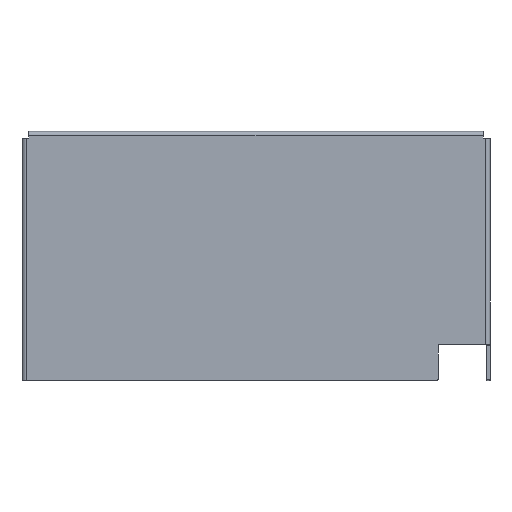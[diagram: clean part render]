
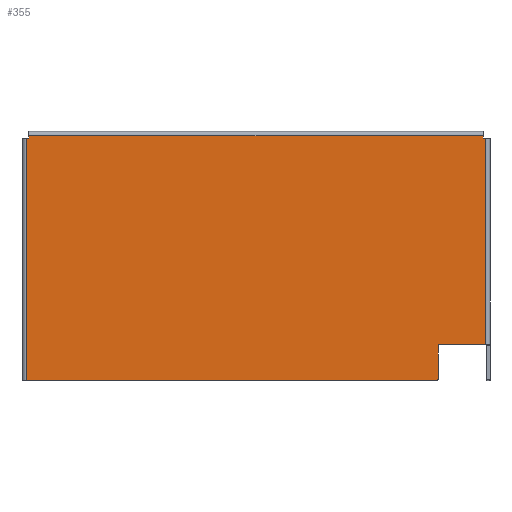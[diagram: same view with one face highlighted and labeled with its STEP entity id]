
A CAD part, front view. The second image highlights one B-rep face of the part: STEP entity #355.
In plain terms, the highlighted planar face has unit normal (0, -1, 0).
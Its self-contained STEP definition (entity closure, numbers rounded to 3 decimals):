
#11 = CARTESIAN_POINT ( 'NONE',  ( 0., -2.286, 0. ) ) ;
#24 = DIRECTION ( 'NONE',  ( 1., 0., 0. ) ) ;
#42 = VECTOR ( 'NONE', #993, 1000. ) ;
#47 = LINE ( 'NONE', #166, #1328 ) ;
#75 = DIRECTION ( 'NONE',  ( 0., -1., 0. ) ) ;
#161 = CARTESIAN_POINT ( 'NONE',  ( 172.901, -2.286, 90.551 ) ) ;
#166 = CARTESIAN_POINT ( 'NONE',  ( 136.901, -2.286, -93.65 ) ) ;
#177 = VERTEX_POINT ( 'NONE', #638 ) ;
#221 = CARTESIAN_POINT ( 'NONE',  ( 136.901, -2.286, -92.65 ) ) ;
#238 = CARTESIAN_POINT ( 'NONE',  ( -172.901, -2.286, -93.65 ) ) ;
#248 = ORIENTED_EDGE ( 'NONE', *, *, #1052, .F. ) ;
#251 = VECTOR ( 'NONE', #1111, 1000. ) ;
#266 = DIRECTION ( 'NONE',  ( -1., 0., 0. ) ) ;
#281 = CARTESIAN_POINT ( 'NONE',  ( -172.901, -2.286, 88.536 ) ) ;
#307 = EDGE_CURVE ( 'NONE', #177, #1035, #562, .T. ) ;
#323 = CARTESIAN_POINT ( 'NONE',  ( -170.886, -2.286, 88.536 ) ) ;
#330 = DIRECTION ( 'NONE',  ( -1., 0., 0. ) ) ;
#334 = AXIS2_PLACEMENT_3D ( 'NONE', #1217, #617, #624 ) ;
#344 = CARTESIAN_POINT ( 'NONE',  ( 135.901, -2.286, -93.65 ) ) ;
#355 = ADVANCED_FACE ( 'NONE', ( #1044 ), #854, .F. ) ;
#362 = VECTOR ( 'NONE', #330, 1000. ) ;
#375 = CARTESIAN_POINT ( 'NONE',  ( 172.901, -2.286, -93.65 ) ) ;
#388 = ORIENTED_EDGE ( 'NONE', *, *, #1334, .F. ) ;
#417 = CARTESIAN_POINT ( 'NONE',  ( -176., -2.286, 88.536 ) ) ;
#418 = CARTESIAN_POINT ( 'NONE',  ( 170.886, -2.286, 93.65 ) ) ;
#423 = CARTESIAN_POINT ( 'NONE',  ( 172.901, -2.286, 88.536 ) ) ;
#432 = CARTESIAN_POINT ( 'NONE',  ( 170.886, -2.286, 88.536 ) ) ;
#440 = ORIENTED_EDGE ( 'NONE', *, *, #850, .F. ) ;
#449 = LINE ( 'NONE', #323, #1150 ) ;
#462 = CARTESIAN_POINT ( 'NONE',  ( 135.901, -2.286, -92.65 ) ) ;
#500 = ORIENTED_EDGE ( 'NONE', *, *, #1383, .F. ) ;
#507 = EDGE_CURVE ( 'NONE', #177, #1135, #762, .T. ) ;
#532 = VECTOR ( 'NONE', #1143, 1000. ) ;
#546 = LINE ( 'NONE', #647, #996 ) ;
#547 = ORIENTED_EDGE ( 'NONE', *, *, #920, .F. ) ;
#562 = LINE ( 'NONE', #418, #994 ) ;
#569 = VERTEX_POINT ( 'NONE', #221 ) ;
#575 = DIRECTION ( 'NONE',  ( 0., 0., 1. ) ) ;
#581 = EDGE_CURVE ( 'NONE', #968, #716, #947, .T. ) ;
#617 = DIRECTION ( 'NONE',  ( 0., 1., 0. ) ) ;
#624 = DIRECTION ( 'NONE',  ( 0., 0., 1. ) ) ;
#638 = CARTESIAN_POINT ( 'NONE',  ( 170.886, -2.286, 90.551 ) ) ;
#646 = AXIS2_PLACEMENT_3D ( 'NONE', #11, #848, #1419 ) ;
#647 = CARTESIAN_POINT ( 'NONE',  ( 172.901, -2.286, -66.65 ) ) ;
#672 = ORIENTED_EDGE ( 'NONE', *, *, #940, .F. ) ;
#695 = CARTESIAN_POINT ( 'NONE',  ( -170.886, -2.286, 90.551 ) ) ;
#698 = DIRECTION ( 'NONE',  ( 0., 0., -1. ) ) ;
#699 = EDGE_CURVE ( 'NONE', #1084, #864, #998, .T. ) ;
#716 = VERTEX_POINT ( 'NONE', #238 ) ;
#720 = CARTESIAN_POINT ( 'NONE',  ( -170.886, -2.286, 88.536 ) ) ;
#731 = ORIENTED_EDGE ( 'NONE', *, *, #1310, .T. ) ;
#762 = LINE ( 'NONE', #161, #42 ) ;
#817 = ORIENTED_EDGE ( 'NONE', *, *, #307, .F. ) ;
#848 = DIRECTION ( 'NONE',  ( 0., 1., 0. ) ) ;
#850 = EDGE_CURVE ( 'NONE', #1423, #864, #546, .T. ) ;
#854 = PLANE ( 'NONE',  #646 ) ;
#864 = VERTEX_POINT ( 'NONE', #897 ) ;
#887 = ORIENTED_EDGE ( 'NONE', *, *, #1116, .T. ) ;
#894 = VERTEX_POINT ( 'NONE', #423 ) ;
#897 = CARTESIAN_POINT ( 'NONE',  ( 137.901, -2.286, -66.65 ) ) ;
#920 = EDGE_CURVE ( 'NONE', #1035, #894, #1402, .T. ) ;
#940 = EDGE_CURVE ( 'NONE', #1476, #1135, #449, .T. ) ;
#947 = LINE ( 'NONE', #1038, #1045 ) ;
#968 = VERTEX_POINT ( 'NONE', #281 ) ;
#993 = DIRECTION ( 'NONE',  ( -1., 0., 0. ) ) ;
#994 = VECTOR ( 'NONE', #1025, 1000. ) ;
#996 = VECTOR ( 'NONE', #266, 1000. ) ;
#998 = CIRCLE ( 'NONE', #334, 1. ) ;
#1016 = CARTESIAN_POINT ( 'NONE',  ( -176., -2.286, -93.65 ) ) ;
#1024 = LINE ( 'NONE', #1016, #362 ) ;
#1025 = DIRECTION ( 'NONE',  ( 0., 0., -1. ) ) ;
#1035 = VERTEX_POINT ( 'NONE', #432 ) ;
#1038 = CARTESIAN_POINT ( 'NONE',  ( -172.901, -2.286, 90.551 ) ) ;
#1044 = FACE_OUTER_BOUND ( 'NONE', #1410, .T. ) ;
#1045 = VECTOR ( 'NONE', #698, 1000. ) ;
#1052 = EDGE_CURVE ( 'NONE', #1084, #569, #47, .T. ) ;
#1084 = VERTEX_POINT ( 'NONE', #1406 ) ;
#1093 = ORIENTED_EDGE ( 'NONE', *, *, #507, .T. ) ;
#1111 = DIRECTION ( 'NONE',  ( 0., 0., 1. ) ) ;
#1116 = EDGE_CURVE ( 'NONE', #1417, #569, #1493, .T. ) ;
#1135 = VERTEX_POINT ( 'NONE', #695 ) ;
#1140 = DIRECTION ( 'NONE',  ( 0., 0., -1. ) ) ;
#1143 = DIRECTION ( 'NONE',  ( 1., 0., 0. ) ) ;
#1150 = VECTOR ( 'NONE', #1362, 1000. ) ;
#1194 = LINE ( 'NONE', #375, #251 ) ;
#1217 = CARTESIAN_POINT ( 'NONE',  ( 137.901, -2.286, -67.65 ) ) ;
#1261 = CARTESIAN_POINT ( 'NONE',  ( 170.886, -2.286, 88.536 ) ) ;
#1288 = CARTESIAN_POINT ( 'NONE',  ( 172.901, -2.286, -66.65 ) ) ;
#1310 = EDGE_CURVE ( 'NONE', #1423, #894, #1194, .T. ) ;
#1328 = VECTOR ( 'NONE', #1140, 1000. ) ;
#1334 = EDGE_CURVE ( 'NONE', #968, #1476, #1502, .T. ) ;
#1362 = DIRECTION ( 'NONE',  ( 0., 0., 1. ) ) ;
#1383 = EDGE_CURVE ( 'NONE', #1417, #716, #1024, .T. ) ;
#1402 = LINE ( 'NONE', #1261, #532 ) ;
#1406 = CARTESIAN_POINT ( 'NONE',  ( 136.901, -2.286, -67.65 ) ) ;
#1410 = EDGE_LOOP ( 'NONE', ( #547, #817, #1093, #672, #388, #1513, #500, #887, #248, #1478, #440, #731 ) ) ;
#1417 = VERTEX_POINT ( 'NONE', #344 ) ;
#1419 = DIRECTION ( 'NONE',  ( 0., 0., 1. ) ) ;
#1423 = VERTEX_POINT ( 'NONE', #1288 ) ;
#1473 = VECTOR ( 'NONE', #24, 1000. ) ;
#1476 = VERTEX_POINT ( 'NONE', #720 ) ;
#1478 = ORIENTED_EDGE ( 'NONE', *, *, #699, .T. ) ;
#1493 = CIRCLE ( 'NONE', #1554, 1. ) ;
#1502 = LINE ( 'NONE', #417, #1473 ) ;
#1513 = ORIENTED_EDGE ( 'NONE', *, *, #581, .T. ) ;
#1554 = AXIS2_PLACEMENT_3D ( 'NONE', #462, #75, #575 ) ;
